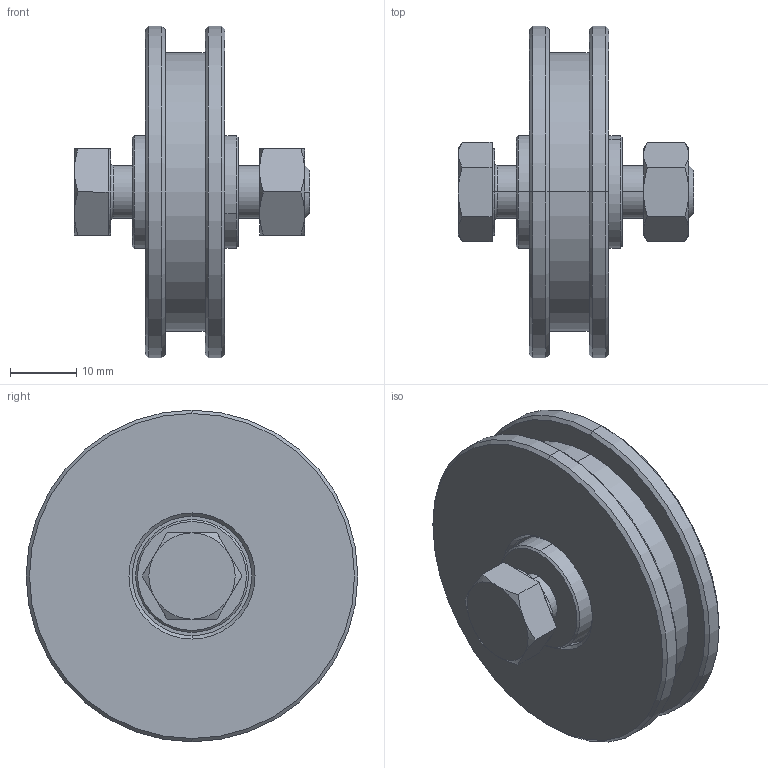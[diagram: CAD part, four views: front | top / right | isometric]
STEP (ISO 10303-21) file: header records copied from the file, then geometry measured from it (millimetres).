
FILE_DESCRIPTION (( 'STEP AP214' ), '1' );
FILE_NAME ('0026858_CF-300-50_(A-01).step', '2019-11-22T10:11:36', ( '' ), ( '' ), 'SwSTEP 2.0', 'SolidWorks 2018', '' );
FILE_SCHEMA (( 'AUTOMOTIVE_DESIGN' ));
Length unit declared in the file: millimetre
Products named in the file (1): 0026858_CF-300-50_(A-01)
Bounding box: 35.5 x 50 x 50 mm (x, y, z)
Volume: 21275.8 mm3; surface area: 14500.3 mm2
Topology: 10 solids, 10 shells, 167 faces, 342 edges, 200 vertices
Faces by surface type: cone 52, cylinder 52, plane 43, torus 18, bspline 2
Entity records: 6598 total; most frequent: CARTESIAN_POINT 1026, DIRECTION 830, ORIENTED_EDGE 684, AXIS2_PLACEMENT_3D 360, EDGE_CURVE 342, VERTEX_POINT 200, CIRCLE 194, EDGE_LOOP 190
